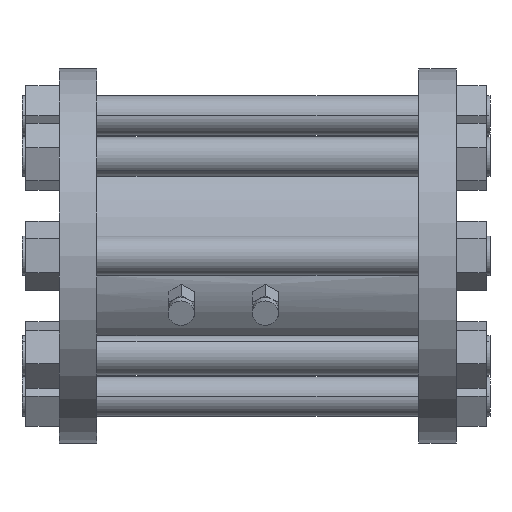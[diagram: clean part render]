
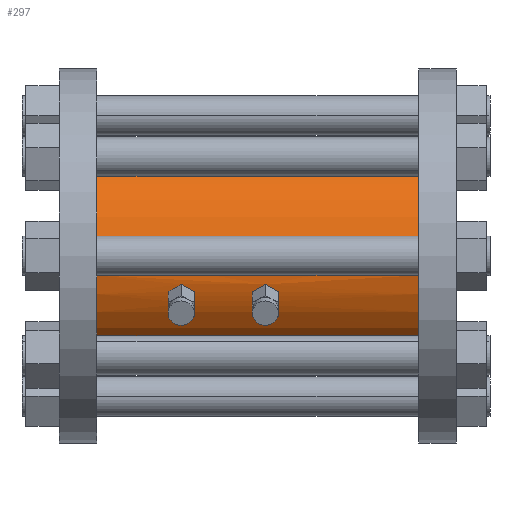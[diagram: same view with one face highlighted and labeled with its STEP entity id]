
A CAD part, top view. The second image highlights one B-rep face of the part: STEP entity #297.
In plain terms, the highlighted cylindrical face has radius 60 mm (diameter 120 mm), a partial arc.
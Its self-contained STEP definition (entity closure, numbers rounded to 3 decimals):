
#150=CARTESIAN_POINT('Axis2P3D Location',(86.,0.,0.)) ;
#155=CARTESIAN_POINT('Line Origine',(86.,60.,0.)) ;
#159=CARTESIAN_POINT('Vertex',(0.,60.,0.)) ;
#161=CARTESIAN_POINT('Vertex',(172.,60.,0.)) ;
#164=CARTESIAN_POINT('Axis2P3D Location',(0.,0.,0.)) ;
#168=CARTESIAN_POINT('Vertex',(0.,-60.,0.)) ;
#171=CARTESIAN_POINT('Line Origine',(86.,-60.,0.)) ;
#175=CARTESIAN_POINT('Vertex',(172.,-60.,0.)) ;
#178=CARTESIAN_POINT('Axis2P3D Location',(172.,0.,0.)) ;
#190=CARTESIAN_POINT('Control Point',(90.,-30.219,51.834)) ;
#191=CARTESIAN_POINT('Control Point',(87.669,-29.046,52.518)) ;
#192=CARTESIAN_POINT('Control Point',(85.335,-27.853,53.16)) ;
#193=CARTESIAN_POINT('Control Point',(83.,-26.643,53.76)) ;
#194=CARTESIAN_POINT('Vertex',(90.,-30.219,51.834)) ;
#196=CARTESIAN_POINT('Vertex',(83.,-26.643,53.76)) ;
#199=CARTESIAN_POINT('Axis2P3D Location',(83.,0.,0.)) ;
#203=CARTESIAN_POINT('Vertex',(83.,-19.175,56.853)) ;
#207=CARTESIAN_POINT('Control Point',(90.,-15.284,58.021)) ;
#208=CARTESIAN_POINT('Control Point',(87.669,-16.597,57.675)) ;
#209=CARTESIAN_POINT('Control Point',(85.335,-17.895,57.285)) ;
#210=CARTESIAN_POINT('Control Point',(83.,-19.175,56.853)) ;
#211=CARTESIAN_POINT('Vertex',(90.,-15.284,58.021)) ;
#215=CARTESIAN_POINT('Control Point',(90.,-15.284,58.021)) ;
#216=CARTESIAN_POINT('Control Point',(92.331,-16.597,57.675)) ;
#217=CARTESIAN_POINT('Control Point',(94.665,-17.895,57.285)) ;
#218=CARTESIAN_POINT('Control Point',(97.,-19.175,56.853)) ;
#219=CARTESIAN_POINT('Vertex',(97.,-19.175,56.853)) ;
#222=CARTESIAN_POINT('Axis2P3D Location',(97.,0.,0.)) ;
#226=CARTESIAN_POINT('Vertex',(97.,-26.643,53.76)) ;
#230=CARTESIAN_POINT('Control Point',(90.,-30.219,51.834)) ;
#231=CARTESIAN_POINT('Control Point',(92.331,-29.046,52.518)) ;
#232=CARTESIAN_POINT('Control Point',(94.665,-27.853,53.16)) ;
#233=CARTESIAN_POINT('Control Point',(97.,-26.643,53.76)) ;
#244=CARTESIAN_POINT('Control Point',(45.,-30.219,51.834)) ;
#245=CARTESIAN_POINT('Control Point',(42.669,-29.046,52.518)) ;
#246=CARTESIAN_POINT('Control Point',(40.335,-27.853,53.16)) ;
#247=CARTESIAN_POINT('Control Point',(38.,-26.643,53.76)) ;
#248=CARTESIAN_POINT('Vertex',(45.,-30.219,51.834)) ;
#250=CARTESIAN_POINT('Vertex',(38.,-26.643,53.76)) ;
#253=CARTESIAN_POINT('Axis2P3D Location',(38.,0.,0.)) ;
#257=CARTESIAN_POINT('Vertex',(38.,-19.175,56.853)) ;
#261=CARTESIAN_POINT('Control Point',(45.,-15.284,58.021)) ;
#262=CARTESIAN_POINT('Control Point',(42.669,-16.597,57.675)) ;
#263=CARTESIAN_POINT('Control Point',(40.335,-17.895,57.285)) ;
#264=CARTESIAN_POINT('Control Point',(38.,-19.175,56.853)) ;
#265=CARTESIAN_POINT('Vertex',(45.,-15.284,58.021)) ;
#269=CARTESIAN_POINT('Control Point',(45.,-15.284,58.021)) ;
#270=CARTESIAN_POINT('Control Point',(47.331,-16.597,57.675)) ;
#271=CARTESIAN_POINT('Control Point',(49.665,-17.895,57.285)) ;
#272=CARTESIAN_POINT('Control Point',(52.,-19.175,56.853)) ;
#273=CARTESIAN_POINT('Vertex',(52.,-19.175,56.853)) ;
#276=CARTESIAN_POINT('Axis2P3D Location',(52.,0.,0.)) ;
#280=CARTESIAN_POINT('Vertex',(52.,-26.643,53.76)) ;
#284=CARTESIAN_POINT('Control Point',(45.,-30.219,51.834)) ;
#285=CARTESIAN_POINT('Control Point',(47.331,-29.046,52.518)) ;
#286=CARTESIAN_POINT('Control Point',(49.665,-27.853,53.16)) ;
#287=CARTESIAN_POINT('Control Point',(52.,-26.643,53.76)) ;
#151=DIRECTION('Axis2P3D Direction',(1.,0.,0.)) ;
#152=DIRECTION('Axis2P3D XDirection',(0.,1.,0.)) ;
#156=DIRECTION('Vector Direction',(1.,0.,0.)) ;
#165=DIRECTION('Axis2P3D Direction',(1.,0.,0.)) ;
#172=DIRECTION('Vector Direction',(1.,0.,0.)) ;
#179=DIRECTION('Axis2P3D Direction',(1.,0.,0.)) ;
#200=DIRECTION('Axis2P3D Direction',(1.,0.,0.)) ;
#223=DIRECTION('Axis2P3D Direction',(1.,0.,0.)) ;
#254=DIRECTION('Axis2P3D Direction',(1.,0.,0.)) ;
#277=DIRECTION('Axis2P3D Direction',(1.,0.,0.)) ;
#153=AXIS2_PLACEMENT_3D('Cylinder Axis2P3D',#150,#151,#152) ;
#166=AXIS2_PLACEMENT_3D('Circle Axis2P3D',#164,#165,$) ;
#180=AXIS2_PLACEMENT_3D('Circle Axis2P3D',#178,#179,$) ;
#201=AXIS2_PLACEMENT_3D('Circle Axis2P3D',#199,#200,$) ;
#224=AXIS2_PLACEMENT_3D('Circle Axis2P3D',#222,#223,$) ;
#255=AXIS2_PLACEMENT_3D('Circle Axis2P3D',#253,#254,$) ;
#278=AXIS2_PLACEMENT_3D('Circle Axis2P3D',#276,#277,$) ;
#184=ORIENTED_EDGE('',*,*,#163,.F.) ;
#185=ORIENTED_EDGE('',*,*,#170,.T.) ;
#186=ORIENTED_EDGE('',*,*,#177,.T.) ;
#187=ORIENTED_EDGE('',*,*,#182,.F.) ;
#236=ORIENTED_EDGE('',*,*,#198,.T.) ;
#237=ORIENTED_EDGE('',*,*,#205,.T.) ;
#238=ORIENTED_EDGE('',*,*,#213,.F.) ;
#239=ORIENTED_EDGE('',*,*,#221,.T.) ;
#240=ORIENTED_EDGE('',*,*,#228,.T.) ;
#241=ORIENTED_EDGE('',*,*,#234,.F.) ;
#290=ORIENTED_EDGE('',*,*,#252,.T.) ;
#291=ORIENTED_EDGE('',*,*,#259,.T.) ;
#292=ORIENTED_EDGE('',*,*,#267,.F.) ;
#293=ORIENTED_EDGE('',*,*,#275,.T.) ;
#294=ORIENTED_EDGE('',*,*,#282,.T.) ;
#295=ORIENTED_EDGE('',*,*,#288,.F.) ;
#242=FACE_BOUND('',#235,.T.) ;
#296=FACE_BOUND('',#289,.T.) ;
#157=VECTOR('Line Direction',#156,1.) ;
#173=VECTOR('Line Direction',#172,1.) ;
#297=ADVANCED_FACE('PartBody',(#188,#242,#296),#154,.T.) ;
#189=B_SPLINE_CURVE_WITH_KNOTS('',3,(#190,#191,#192,#193),.UNSPECIFIED.,.F.,.U.,(4,4),(0.,11.446),.UNSPECIFIED.) ;
#206=B_SPLINE_CURVE_WITH_KNOTS('',3,(#207,#208,#209,#210),.UNSPECIFIED.,.F.,.U.,(4,4),(0.,11.446),.UNSPECIFIED.) ;
#214=B_SPLINE_CURVE_WITH_KNOTS('',3,(#215,#216,#217,#218),.UNSPECIFIED.,.F.,.U.,(4,4),(0.,11.446),.UNSPECIFIED.) ;
#229=B_SPLINE_CURVE_WITH_KNOTS('',3,(#230,#231,#232,#233),.UNSPECIFIED.,.F.,.U.,(4,4),(0.,11.446),.UNSPECIFIED.) ;
#243=B_SPLINE_CURVE_WITH_KNOTS('',3,(#244,#245,#246,#247),.UNSPECIFIED.,.F.,.U.,(4,4),(0.,11.446),.UNSPECIFIED.) ;
#260=B_SPLINE_CURVE_WITH_KNOTS('',3,(#261,#262,#263,#264),.UNSPECIFIED.,.F.,.U.,(4,4),(0.,11.446),.UNSPECIFIED.) ;
#268=B_SPLINE_CURVE_WITH_KNOTS('',3,(#269,#270,#271,#272),.UNSPECIFIED.,.F.,.U.,(4,4),(0.,11.446),.UNSPECIFIED.) ;
#283=B_SPLINE_CURVE_WITH_KNOTS('',3,(#284,#285,#286,#287),.UNSPECIFIED.,.F.,.U.,(4,4),(0.,11.446),.UNSPECIFIED.) ;
#167=CIRCLE('generated circle',#166,60.) ;
#181=CIRCLE('generated circle',#180,60.) ;
#202=CIRCLE('generated circle',#201,60.) ;
#225=CIRCLE('generated circle',#224,60.) ;
#256=CIRCLE('generated circle',#255,60.) ;
#279=CIRCLE('generated circle',#278,60.) ;
#154=CYLINDRICAL_SURFACE('generated cylinder',#153,60.) ;
#163=EDGE_CURVE('',#160,#162,#158,.T.) ;
#170=EDGE_CURVE('',#160,#169,#167,.T.) ;
#177=EDGE_CURVE('',#169,#176,#174,.T.) ;
#182=EDGE_CURVE('',#162,#176,#181,.T.) ;
#198=EDGE_CURVE('',#195,#197,#189,.T.) ;
#205=EDGE_CURVE('',#197,#204,#202,.F.) ;
#213=EDGE_CURVE('',#212,#204,#206,.T.) ;
#221=EDGE_CURVE('',#212,#220,#214,.T.) ;
#228=EDGE_CURVE('',#220,#227,#225,.T.) ;
#234=EDGE_CURVE('',#195,#227,#229,.T.) ;
#252=EDGE_CURVE('',#249,#251,#243,.T.) ;
#259=EDGE_CURVE('',#251,#258,#256,.F.) ;
#267=EDGE_CURVE('',#266,#258,#260,.T.) ;
#275=EDGE_CURVE('',#266,#274,#268,.T.) ;
#282=EDGE_CURVE('',#274,#281,#279,.T.) ;
#288=EDGE_CURVE('',#249,#281,#283,.T.) ;
#183=EDGE_LOOP('',(#184,#185,#186,#187)) ;
#235=EDGE_LOOP('',(#236,#237,#238,#239,#240,#241)) ;
#289=EDGE_LOOP('',(#290,#291,#292,#293,#294,#295)) ;
#188=FACE_OUTER_BOUND('',#183,.T.) ;
#158=LINE('Line',#155,#157) ;
#174=LINE('Line',#171,#173) ;
#160=VERTEX_POINT('',#159) ;
#162=VERTEX_POINT('',#161) ;
#169=VERTEX_POINT('',#168) ;
#176=VERTEX_POINT('',#175) ;
#195=VERTEX_POINT('',#194) ;
#197=VERTEX_POINT('',#196) ;
#204=VERTEX_POINT('',#203) ;
#212=VERTEX_POINT('',#211) ;
#220=VERTEX_POINT('',#219) ;
#227=VERTEX_POINT('',#226) ;
#249=VERTEX_POINT('',#248) ;
#251=VERTEX_POINT('',#250) ;
#258=VERTEX_POINT('',#257) ;
#266=VERTEX_POINT('',#265) ;
#274=VERTEX_POINT('',#273) ;
#281=VERTEX_POINT('',#280) ;
